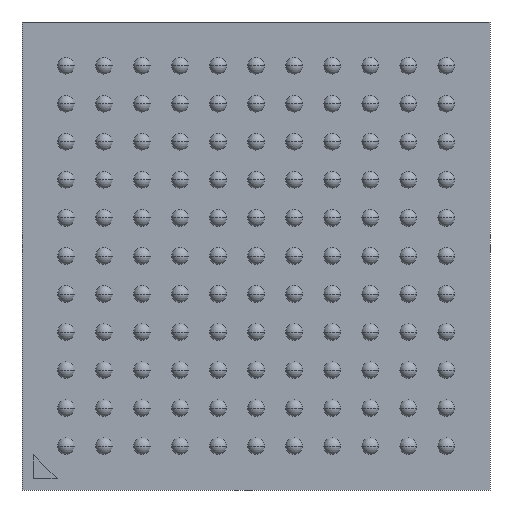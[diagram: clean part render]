
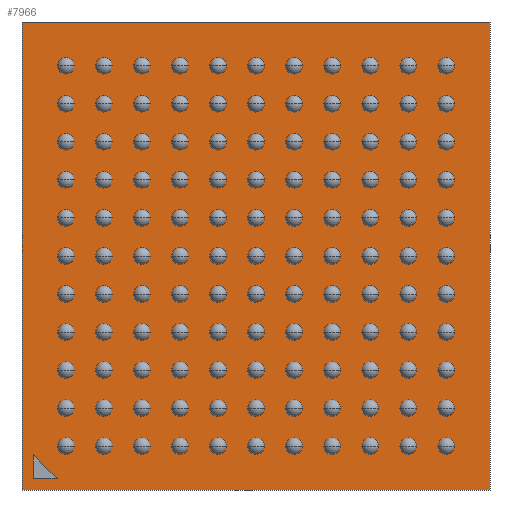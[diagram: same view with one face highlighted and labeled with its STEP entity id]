
A CAD part, front view. The second image highlights one B-rep face of the part: STEP entity #7966.
In plain terms, the highlighted planar face has unit normal (0, -1, 0).
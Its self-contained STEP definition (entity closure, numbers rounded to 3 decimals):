
#104 = EDGE_CURVE ( 'NONE', #1191, #5401, #1521, .T. ) ;
#154 = DIRECTION ( 'NONE',  ( 0., 0., 1. ) ) ;
#595 = DIRECTION ( 'NONE',  ( 1., 0., 0. ) ) ;
#679 = DIRECTION ( 'NONE',  ( 0., 0., -1. ) ) ;
#898 = CARTESIAN_POINT ( 'NONE',  ( -3.8, 0.095, -3.8 ) ) ;
#917 = DIRECTION ( 'NONE',  ( 0., 1., 0. ) ) ;
#1047 = CARTESIAN_POINT ( 'NONE',  ( 4., 0.095, 4. ) ) ;
#1191 = VERTEX_POINT ( 'NONE', #1910 ) ;
#1377 = VECTOR ( 'NONE', #6930, 1000. ) ;
#1487 = VECTOR ( 'NONE', #595, 1000. ) ;
#1521 = LINE ( 'NONE', #7580, #5518 ) ;
#1910 = CARTESIAN_POINT ( 'NONE',  ( -4., 0.095, 4. ) ) ;
#2023 = ORIENTED_EDGE ( 'NONE', *, *, #8491, .T. ) ;
#2067 = VERTEX_POINT ( 'NONE', #10304 ) ;
#2185 = ORIENTED_EDGE ( 'NONE', *, *, #8005, .F. ) ;
#2209 = DIRECTION ( 'NONE',  ( -1., 0., 0. ) ) ;
#2467 = CARTESIAN_POINT ( 'NONE',  ( 4., 0.095, -4. ) ) ;
#2472 = CARTESIAN_POINT ( 'NONE',  ( 0., 0.095, 0. ) ) ;
#2596 = FACE_OUTER_BOUND ( 'NONE', #4060, .T. ) ;
#2618 = CARTESIAN_POINT ( 'NONE',  ( 4., 0.095, -4. ) ) ;
#2948 = ORIENTED_EDGE ( 'NONE', *, *, #7892, .F. ) ;
#3353 = ORIENTED_EDGE ( 'NONE', *, *, #5252, .F. ) ;
#3594 = CARTESIAN_POINT ( 'NONE',  ( -3.4, 0.095, -3.8 ) ) ;
#3959 = ORIENTED_EDGE ( 'NONE', *, *, #9684, .T. ) ;
#4060 = EDGE_LOOP ( 'NONE', ( #5060, #3959, #4350, #2023 ) ) ;
#4067 = VERTEX_POINT ( 'NONE', #898 ) ;
#4350 = ORIENTED_EDGE ( 'NONE', *, *, #7750, .T. ) ;
#4670 = EDGE_LOOP ( 'NONE', ( #2948, #2185, #3353 ) ) ;
#4699 = VECTOR ( 'NONE', #8024, 1000. ) ;
#4736 = FACE_BOUND ( 'NONE', #4670, .T. ) ;
#4765 = VECTOR ( 'NONE', #6862, 1000. ) ;
#4865 = VECTOR ( 'NONE', #5935, 1000. ) ;
#5059 = VERTEX_POINT ( 'NONE', #8403 ) ;
#5060 = ORIENTED_EDGE ( 'NONE', *, *, #104, .T. ) ;
#5084 = AXIS2_PLACEMENT_3D ( 'NONE', #2472, #917, #154 ) ;
#5252 = EDGE_CURVE ( 'NONE', #2067, #4067, #7239, .T. ) ;
#5377 = CARTESIAN_POINT ( 'NONE',  ( -3.8, 0.095, -3.8 ) ) ;
#5401 = VERTEX_POINT ( 'NONE', #5537 ) ;
#5455 = LINE ( 'NONE', #2467, #4699 ) ;
#5518 = VECTOR ( 'NONE', #679, 1000. ) ;
#5537 = CARTESIAN_POINT ( 'NONE',  ( -4., 0.095, -4. ) ) ;
#5935 = DIRECTION ( 'NONE',  ( 0., 0., 1. ) ) ;
#6001 = LINE ( 'NONE', #1047, #4865 ) ;
#6263 = VERTEX_POINT ( 'NONE', #3594 ) ;
#6862 = DIRECTION ( 'NONE',  ( 0., 0., -1. ) ) ;
#6930 = DIRECTION ( 'NONE',  ( -0.707, 0., 0.707 ) ) ;
#7239 = LINE ( 'NONE', #5377, #4765 ) ;
#7314 = PLANE ( 'NONE',  #5084 ) ;
#7444 = LINE ( 'NONE', #8542, #8556 ) ;
#7458 = LINE ( 'NONE', #10024, #1487 ) ;
#7580 = CARTESIAN_POINT ( 'NONE',  ( -4., 0.095, 4. ) ) ;
#7711 = CARTESIAN_POINT ( 'NONE',  ( -3.8, 0.095, -3.4 ) ) ;
#7750 = EDGE_CURVE ( 'NONE', #9277, #5059, #6001, .T. ) ;
#7892 = EDGE_CURVE ( 'NONE', #6263, #2067, #10223, .T. ) ;
#7966 = ADVANCED_FACE ( 'NONE', ( #4736, #2596 ), #7314, .F. ) ;
#8005 = EDGE_CURVE ( 'NONE', #4067, #6263, #7458, .T. ) ;
#8024 = DIRECTION ( 'NONE',  ( 1., 0., 0. ) ) ;
#8403 = CARTESIAN_POINT ( 'NONE',  ( 4., 0.095, 4. ) ) ;
#8491 = EDGE_CURVE ( 'NONE', #5059, #1191, #7444, .T. ) ;
#8542 = CARTESIAN_POINT ( 'NONE',  ( 4., 0.095, 4. ) ) ;
#8556 = VECTOR ( 'NONE', #2209, 1000. ) ;
#9277 = VERTEX_POINT ( 'NONE', #2618 ) ;
#9684 = EDGE_CURVE ( 'NONE', #5401, #9277, #5455, .T. ) ;
#10024 = CARTESIAN_POINT ( 'NONE',  ( -3.8, 0.095, -3.8 ) ) ;
#10223 = LINE ( 'NONE', #7711, #1377 ) ;
#10304 = CARTESIAN_POINT ( 'NONE',  ( -3.8, 0.095, -3.4 ) ) ;
